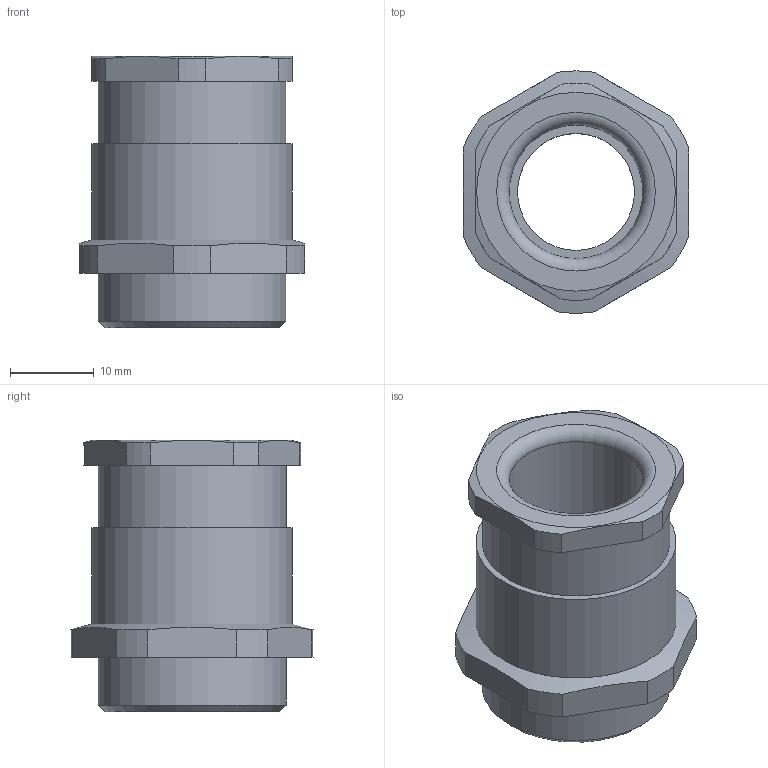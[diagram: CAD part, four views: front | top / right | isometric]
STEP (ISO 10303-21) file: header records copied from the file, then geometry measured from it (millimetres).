
FILE_DESCRIPTION(/* description */ ('STEP AP203'),/* implementation_level */ '2;1');
FILE_NAME(/* name */ '13050500_MSK 16.stp',/* time_stamp */ '2016-01-04T13:16:21+01:00',/* author */ ('arempel'),/* organization */ (''),/* preprocessor_version */ 'ST-DEVELOPER v16.1',/* originating_system */ 'Autodesk Inventor 2016',/* authorisation */ '');
FILE_SCHEMA (('AUTOMOTIVE_DESIGN { 1 0 10303 214 3 1 1 }'));
Length unit declared in the file: millimetre
Products named in the file (1): MSK 16_3Dsym
Bounding box: 27 x 28.98 x 32.5 mm (x, y, z)
Volume: 8796.1 mm3; surface area: 4977.5 mm2
Topology: 1 solids, 1 shells, 79 faces, 206 edges, 137 vertices
Faces by surface type: plane 56, cylinder 18, cone 4, torus 1
Full cylindrical faces by diameter (mm): 14 x1, 15 x1, 16 x1, 22.5 x2, 24 x1
Entity records: 2328 total; most frequent: CARTESIAN_POINT 426, ORIENTED_EDGE 380, DIRECTION 378, EDGE_CURVE 190, LINE 138, VECTOR 138, VERTEX_POINT 132, AXIS2_PLACEMENT_3D 120
